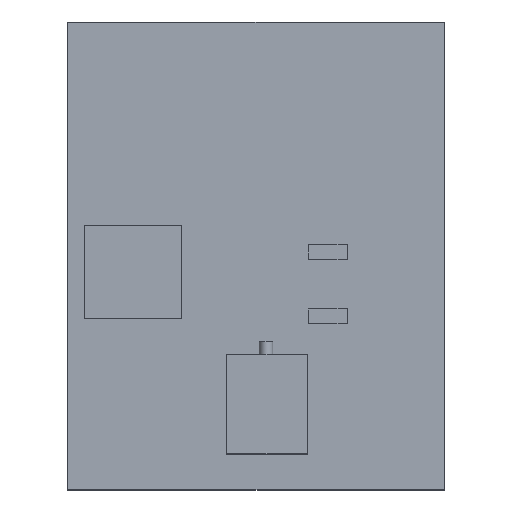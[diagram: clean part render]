
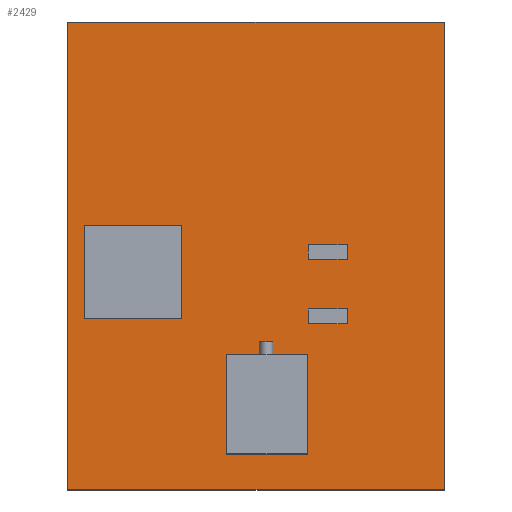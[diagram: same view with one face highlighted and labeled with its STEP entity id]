
A CAD part, top view. The second image highlights one B-rep face of the part: STEP entity #2429.
In plain terms, the highlighted planar face has unit normal (0, 0, 1).
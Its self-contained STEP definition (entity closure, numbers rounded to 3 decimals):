
#23 = ORIENTED_EDGE ( 'NONE', *, *, #2593, .F. ) ;
#57 = LINE ( 'NONE', #2739, #2561 ) ;
#169 = LINE ( 'NONE', #1150, #2832 ) ;
#364 = ORIENTED_EDGE ( 'NONE', *, *, #2821, .F. ) ;
#383 = CARTESIAN_POINT ( 'NONE',  ( 0.25, 0.144, 5.25 ) ) ;
#458 = VECTOR ( 'NONE', #1122, 1000. ) ;
#504 = DIRECTION ( 'NONE',  ( -1., 0., 0. ) ) ;
#659 = CARTESIAN_POINT ( 'NONE',  ( -42.75, 48.144, 5.25 ) ) ;
#889 = EDGE_CURVE ( 'NONE', #902, #989, #57, .T. ) ;
#902 = VERTEX_POINT ( 'NONE', #2036 ) ;
#989 = VERTEX_POINT ( 'NONE', #1258 ) ;
#1122 = DIRECTION ( 'NONE',  ( 1., 0., 0. ) ) ;
#1150 = CARTESIAN_POINT ( 'NONE',  ( -119.944, 48.144, 5.25 ) ) ;
#1189 = VERTEX_POINT ( 'NONE', #659 ) ;
#1258 = CARTESIAN_POINT ( 'NONE',  ( -119.944, -47.906, 5.25 ) ) ;
#1269 = VERTEX_POINT ( 'NONE', #2767 ) ;
#1299 = LINE ( 'NONE', #2051, #2220 ) ;
#1370 = DIRECTION ( 'NONE',  ( 0., 0., -1. ) ) ;
#1382 = EDGE_CURVE ( 'NONE', #1269, #1189, #2711, .T. ) ;
#1590 = FACE_OUTER_BOUND ( 'NONE', #2035, .T. ) ;
#2035 = EDGE_LOOP ( 'NONE', ( #3092, #364, #2702, #23 ) ) ;
#2036 = CARTESIAN_POINT ( 'NONE',  ( -42.75, -47.906, 5.25 ) ) ;
#2051 = CARTESIAN_POINT ( 'NONE',  ( -42.75, 48.144, 5.25 ) ) ;
#2163 = DIRECTION ( 'NONE',  ( 0., 1., 0. ) ) ;
#2220 = VECTOR ( 'NONE', #2308, 1000. ) ;
#2308 = DIRECTION ( 'NONE',  ( 0., -1., 0. ) ) ;
#2374 = DIRECTION ( 'NONE',  ( -1., 0., 0. ) ) ;
#2429 = ADVANCED_FACE ( 'NONE', ( #1590 ), #2812, .F. ) ;
#2561 = VECTOR ( 'NONE', #504, 1000. ) ;
#2593 = EDGE_CURVE ( 'NONE', #1189, #902, #1299, .T. ) ;
#2702 = ORIENTED_EDGE ( 'NONE', *, *, #889, .F. ) ;
#2711 = LINE ( 'NONE', #2875, #458 ) ;
#2739 = CARTESIAN_POINT ( 'NONE',  ( -162.75, -47.906, 5.25 ) ) ;
#2767 = CARTESIAN_POINT ( 'NONE',  ( -119.944, 48.144, 5.25 ) ) ;
#2812 = PLANE ( 'NONE',  #3199 ) ;
#2821 = EDGE_CURVE ( 'NONE', #989, #1269, #169, .T. ) ;
#2832 = VECTOR ( 'NONE', #2163, 1000. ) ;
#2875 = CARTESIAN_POINT ( 'NONE',  ( -42.75, 48.144, 5.25 ) ) ;
#3092 = ORIENTED_EDGE ( 'NONE', *, *, #1382, .F. ) ;
#3199 = AXIS2_PLACEMENT_3D ( 'NONE', #383, #1370, #2374 ) ;
